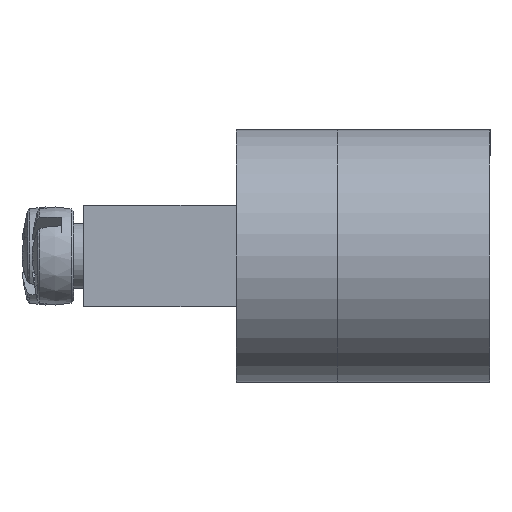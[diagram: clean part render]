
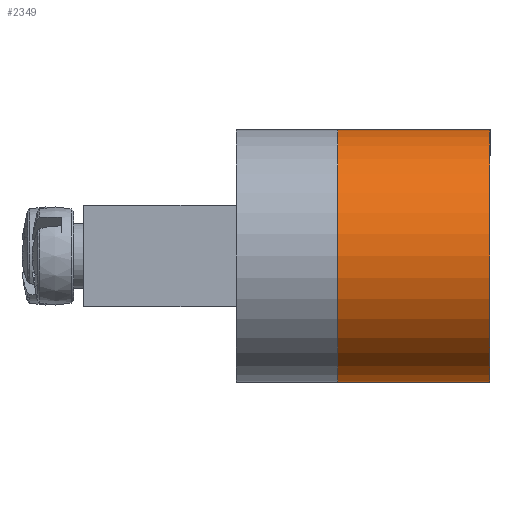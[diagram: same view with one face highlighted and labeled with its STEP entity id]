
A CAD part, left-side view. The second image highlights one B-rep face of the part: STEP entity #2349.
In plain terms, the highlighted cylindrical face has radius 7.5 mm (diameter 15 mm), a partial arc.
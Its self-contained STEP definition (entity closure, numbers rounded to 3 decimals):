
#172=LINE('',#4661,#218);
#177=LINE('',#4673,#223);
#218=VECTOR('',#3259,9.);
#223=VECTOR('',#3274,9.);
#637=CIRCLE('',#2635,7.5);
#638=CIRCLE('',#2637,7.5);
#772=FACE_OUTER_BOUND('',#1087,.T.);
#1087=EDGE_LOOP('',(#2019,#2020,#2021,#2022));
#1330=VERTEX_POINT('',#4659);
#1331=VERTEX_POINT('',#4660);
#1332=VERTEX_POINT('',#4665);
#1333=VERTEX_POINT('',#4669);
#1561=EDGE_CURVE('',#1330,#1331,#172,.T.);
#1564=EDGE_CURVE('',#1332,#1331,#637,.T.);
#1567=EDGE_CURVE('',#1330,#1333,#638,.T.);
#1568=EDGE_CURVE('',#1333,#1332,#177,.T.);
#2019=ORIENTED_EDGE('',*,*,#1567,.T.);
#2020=ORIENTED_EDGE('',*,*,#1568,.T.);
#2021=ORIENTED_EDGE('',*,*,#1564,.T.);
#2022=ORIENTED_EDGE('',*,*,#1561,.F.);
#2122=CYLINDRICAL_SURFACE('',#2639,7.5);
#2349=ADVANCED_FACE('',(#772),#2122,.T.);
#2635=AXIS2_PLACEMENT_3D('',#4666,#3264,#3265);
#2637=AXIS2_PLACEMENT_3D('',#4671,#3270,#3271);
#2639=AXIS2_PLACEMENT_3D('',#4674,#3275,#3276);
#3259=DIRECTION('',(0.,1.,0.));
#3264=DIRECTION('center_axis',(0.,-1.,0.));
#3265=DIRECTION('ref_axis',(0.,0.,
1.));
#3270=DIRECTION('center_axis',(0.,1.,0.));
#3271=DIRECTION('ref_axis',(0.,0.,1.));
#3274=DIRECTION('',(0.,1.,0.));
#3275=DIRECTION('center_axis',(0.,1.,0.));
#3276=DIRECTION('ref_axis',(0.,0.,1.));
#4659=CARTESIAN_POINT('',(7.,0.,7.5));
#4660=CARTESIAN_POINT('',(7.,9.,7.5));
#4661=CARTESIAN_POINT('',(7.,-10.607,7.5));
#4665=CARTESIAN_POINT('',(7.,9.,-7.5));
#4666=CARTESIAN_POINT('Origin',(7.,9.,0.));
#4669=CARTESIAN_POINT('',(7.,0.,-7.5));
#4671=CARTESIAN_POINT('Origin',(7.,0.,0.));
#4673=CARTESIAN_POINT('',(7.,-10.607,-7.5));
#4674=CARTESIAN_POINT('Origin',(7.,-10.607,0.));
